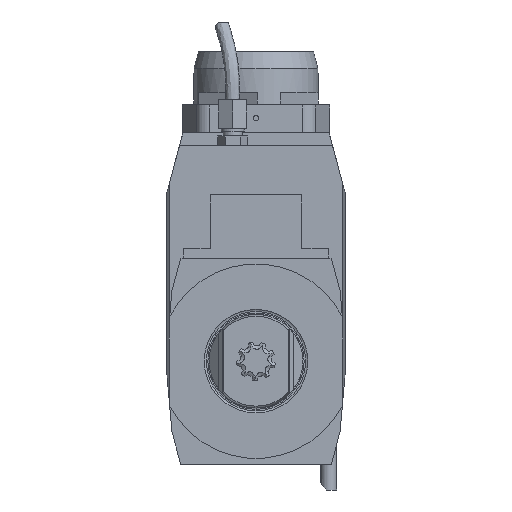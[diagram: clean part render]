
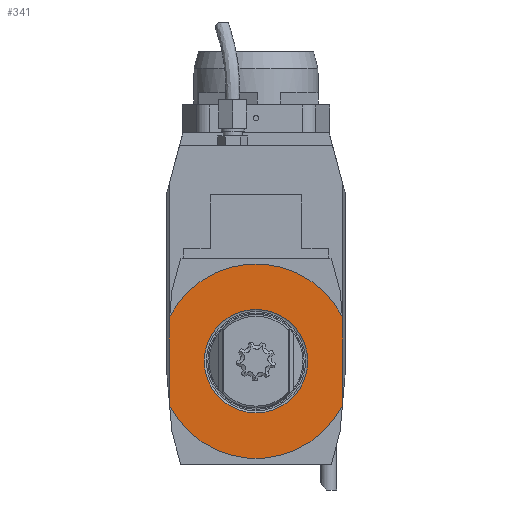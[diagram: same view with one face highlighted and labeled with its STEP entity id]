
A CAD part, front view. The second image highlights one B-rep face of the part: STEP entity #341.
In plain terms, the highlighted planar face has unit normal (0, -1, 0).
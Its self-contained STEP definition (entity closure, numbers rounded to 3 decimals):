
#270 = DIRECTION ( 'NONE',  ( 0., -1., 0. ) ) ;
#341 = ADVANCED_FACE ( 'Defeature completata2_180', ( #24079, #10147 ), #14817, .F. ) ;
#2326 = CARTESIAN_POINT ( 'NONE',  ( -35.867, -100., -19.845 ) ) ;
#2520 = CARTESIAN_POINT ( 'NONE',  ( 0., -100., -50. ) ) ;
#3259 = DIRECTION ( 'NONE',  ( 0., 1., 0. ) ) ;
#4161 = EDGE_LOOP ( 'NONE', ( #17835 ) ) ;
#4640 = DIRECTION ( 'NONE',  ( 0., 0., 1. ) ) ;
#6782 = CARTESIAN_POINT ( 'NONE',  ( -37., -100., -50. ) ) ;
#6825 = DIRECTION ( 'NONE',  ( -0.087, 0., -0.996 ) ) ;
#7315 = VERTEX_POINT ( 'NONE', #26953 ) ;
#7327 = EDGE_CURVE ( 'NONE', #22423, #22423, #7548, .T. ) ;
#7548 = CIRCLE ( 'NONE', #24328, 22.095 ) ;
#7859 = DIRECTION ( 'NONE',  ( 0., 0., -1. ) ) ;
#8061 = LINE ( 'NONE', #23002, #23524 ) ;
#8818 = DIRECTION ( 'NONE',  ( 0.087, 0., 0.996 ) ) ;
#8852 = VERTEX_POINT ( 'NONE', #16236 ) ;
#9308 = VERTEX_POINT ( 'NONE', #20726 ) ;
#9552 = DIRECTION ( 'NONE',  ( 0., 0., -1. ) ) ;
#9562 = CARTESIAN_POINT ( 'NONE',  ( 0., -100., -50. ) ) ;
#9840 = AXIS2_PLACEMENT_3D ( 'NONE', #12369, #26138, #7859 ) ;
#9858 = VERTEX_POINT ( 'NONE', #21844 ) ;
#10040 = VERTEX_POINT ( 'NONE', #27786 ) ;
#10147 = FACE_BOUND ( 'NONE', #4161, .T. ) ;
#10303 = CARTESIAN_POINT ( 'NONE',  ( 0., -100., -27.85 ) ) ;
#10869 = EDGE_CURVE ( 'NONE', #20169, #7315, #18224, .T. ) ;
#11141 = DIRECTION ( 'NONE',  ( 0., 0., 1. ) ) ;
#11227 = CARTESIAN_POINT ( 'NONE',  ( -36.833, -100., -69.12 ) ) ;
#11307 = LINE ( 'NONE', #25657, #27430 ) ;
#11758 = DIRECTION ( 'NONE',  ( 0.087, 0., -0.996 ) ) ;
#12369 = CARTESIAN_POINT ( 'NONE',  ( 0., -100., -50. ) ) ;
#12718 = CIRCLE ( 'NONE', #26577, 41.5 ) ;
#12719 = EDGE_CURVE ( 'NONE', #20169, #14500, #13211, .T. ) ;
#12878 = EDGE_CURVE ( 'NONE', #9308, #24399, #12718, .T. ) ;
#13211 = CIRCLE ( 'NONE', #9840, 41.5 ) ;
#13662 = ORIENTED_EDGE ( 'NONE', *, *, #12719, .F. ) ;
#14500 = VERTEX_POINT ( 'NONE', #25276 ) ;
#14817 = PLANE ( 'NONE',  #16603 ) ;
#15086 = ORIENTED_EDGE ( 'NONE', *, *, #22690, .F. ) ;
#15539 = LINE ( 'NONE', #6782, #27308 ) ;
#15689 = ORIENTED_EDGE ( 'NONE', *, *, #12878, .F. ) ;
#15929 = CARTESIAN_POINT ( 'NONE',  ( -36.833, -100., -30.88 ) ) ;
#16236 = CARTESIAN_POINT ( 'NONE',  ( 37., -100., -32.79 ) ) ;
#16603 = AXIS2_PLACEMENT_3D ( 'NONE', #10303, #3259, #28403 ) ;
#17835 = ORIENTED_EDGE ( 'NONE', *, *, #7327, .F. ) ;
#18224 = LINE ( 'NONE', #2326, #24771 ) ;
#18684 = VECTOR ( 'NONE', #4640, 1000. ) ;
#19633 = EDGE_CURVE ( 'NONE', #10040, #8852, #25171, .T. ) ;
#20169 = VERTEX_POINT ( 'NONE', #15929 ) ;
#20191 = LINE ( 'NONE', #29318, #28442 ) ;
#20345 = ORIENTED_EDGE ( 'NONE', *, *, #23602, .T. ) ;
#20533 = EDGE_CURVE ( 'NONE', #14500, #8852, #8061, .T. ) ;
#20726 = CARTESIAN_POINT ( 'NONE',  ( 36.833, -100., -69.12 ) ) ;
#21396 = DIRECTION ( 'NONE',  ( 0., 0., 1. ) ) ;
#21650 = EDGE_LOOP ( 'NONE', ( #15086, #15689, #20345, #29561, #25049, #13662, #29589, #27202 ) ) ;
#21844 = CARTESIAN_POINT ( 'NONE',  ( -37., -100., -67.21 ) ) ;
#22423 = VERTEX_POINT ( 'NONE', #24383 ) ;
#22690 = EDGE_CURVE ( 'NONE', #24399, #9858, #11307, .T. ) ;
#23002 = CARTESIAN_POINT ( 'NONE',  ( 38.213, -100., -46.657 ) ) ;
#23524 = VECTOR ( 'NONE', #11758, 1000. ) ;
#23602 = EDGE_CURVE ( 'NONE', #9308, #10040, #20191, .T. ) ;
#23732 = DIRECTION ( 'NONE',  ( -0.087, 0., 0.996 ) ) ;
#24079 = FACE_OUTER_BOUND ( 'NONE', #21650, .T. ) ;
#24328 = AXIS2_PLACEMENT_3D ( 'NONE', #9562, #270, #21396 ) ;
#24383 = CARTESIAN_POINT ( 'NONE',  ( 0., -100., -27.905 ) ) ;
#24399 = VERTEX_POINT ( 'NONE', #11227 ) ;
#24771 = VECTOR ( 'NONE', #6825, 1000. ) ;
#24882 = EDGE_CURVE ( 'NONE', #9858, #7315, #15539, .T. ) ;
#25049 = ORIENTED_EDGE ( 'NONE', *, *, #20533, .F. ) ;
#25171 = LINE ( 'NONE', #27694, #18684 ) ;
#25276 = CARTESIAN_POINT ( 'NONE',  ( 36.833, -100., -30.88 ) ) ;
#25657 = CARTESIAN_POINT ( 'NONE',  ( -35.867, -100., -80.155 ) ) ;
#26138 = DIRECTION ( 'NONE',  ( 0., 1., 0. ) ) ;
#26577 = AXIS2_PLACEMENT_3D ( 'NONE', #2520, #27669, #9552 ) ;
#26953 = CARTESIAN_POINT ( 'NONE',  ( -37., -100., -32.79 ) ) ;
#27202 = ORIENTED_EDGE ( 'NONE', *, *, #24882, .F. ) ;
#27308 = VECTOR ( 'NONE', #11141, 1000. ) ;
#27430 = VECTOR ( 'NONE', #23732, 1000. ) ;
#27669 = DIRECTION ( 'NONE',  ( 0., 1., 0. ) ) ;
#27694 = CARTESIAN_POINT ( 'NONE',  ( 37., -100., -50. ) ) ;
#27786 = CARTESIAN_POINT ( 'NONE',  ( 37., -100., -67.21 ) ) ;
#28403 = DIRECTION ( 'NONE',  ( 0., 0., -1. ) ) ;
#28442 = VECTOR ( 'NONE', #8818, 1000. ) ;
#29318 = CARTESIAN_POINT ( 'NONE',  ( 38.213, -100., -53.343 ) ) ;
#29561 = ORIENTED_EDGE ( 'NONE', *, *, #19633, .T. ) ;
#29589 = ORIENTED_EDGE ( 'NONE', *, *, #10869, .T. ) ;
